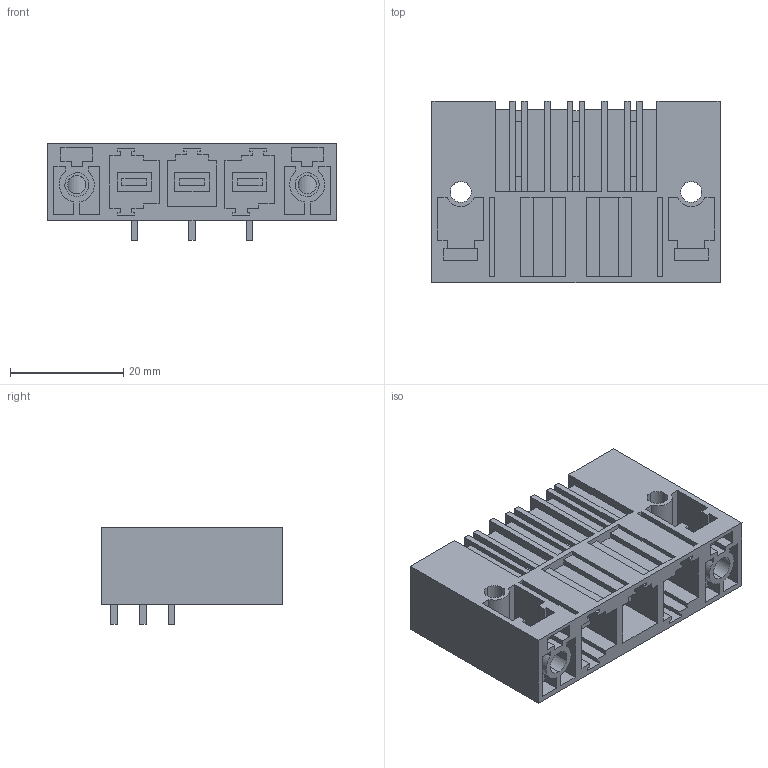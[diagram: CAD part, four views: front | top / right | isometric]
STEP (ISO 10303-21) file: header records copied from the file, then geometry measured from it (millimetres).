
FILE_DESCRIPTION(('CATIA V5 STEP Exchange','CAx-IF Rec.Pracs.--- Model Styling and Organization---1.2---2011-12-15'),'2;1');
FILE_NAME ('D1457523_0_1851050000_1851050000.stp','2018-03-07T12:01:08+00:00',('none'),('Weidmueller'),'CATIA Version 5-6 Release 2014','CATIA V5 STEP AP214','none');
FILE_SCHEMA(('AUTOMOTIVE_DESIGN { 1 0 10303 214 1 1 1 1 }'));
Length unit declared in the file: millimetre
Products named in the file (1): 1851050000
Bounding box: 50.8 x 32 x 17.1 mm (x, y, z)
Volume: 14010.8 mm3; surface area: 13510.9 mm2
Topology: 6 solids, 6 shells, 473 faces, 1344 edges, 904 vertices
Faces by surface type: plane 439, cylinder 34
Entity records: 14822 total; most frequent: ORIENTED_EDGE 2688, CARTESIAN_POINT 2648, DIRECTION 1975, EDGE_CURVE 1344, VECTOR 1268, LINE 1268, VERTEX_POINT 904, EDGE_LOOP 516
